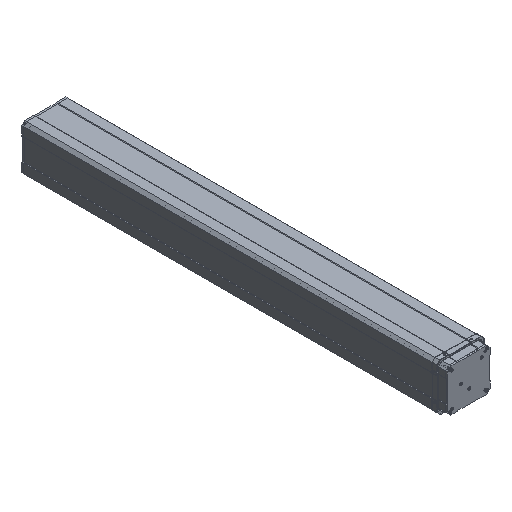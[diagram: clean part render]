
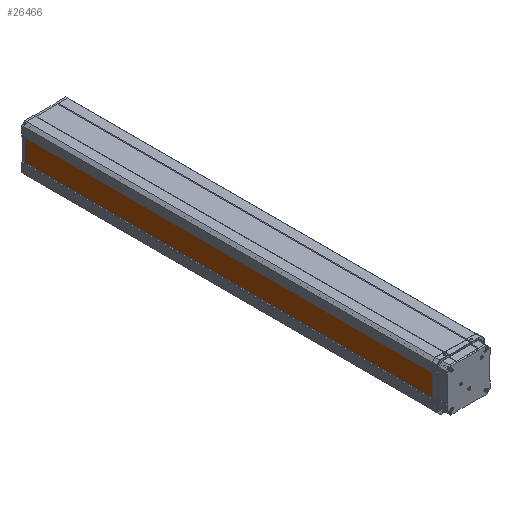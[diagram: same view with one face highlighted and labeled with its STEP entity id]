
A CAD part, isometric view. The second image highlights one B-rep face of the part: STEP entity #26466.
In plain terms, the highlighted planar face has unit normal (-1, 0, 0).
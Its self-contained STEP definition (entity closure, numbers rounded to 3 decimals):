
#2878 = CARTESIAN_POINT ( 'NONE',  ( -66., 1190., -31.5 ) ) ;
#4714 = VERTEX_POINT ( 'NONE', #2878 ) ;
#5125 = VECTOR ( 'NONE', #40471, 1000. ) ;
#7018 = EDGE_CURVE ( 'NONE', #4714, #17505, #13612, .T. ) ;
#7571 = VECTOR ( 'NONE', #31688, 1000. ) ;
#7646 = ORIENTED_EDGE ( 'NONE', *, *, #37468, .T. ) ;
#8446 = CARTESIAN_POINT ( 'NONE',  ( -66., 0., -31.5 ) ) ;
#11613 = FACE_OUTER_BOUND ( 'NONE', #35148, .T. ) ;
#13104 = LINE ( 'NONE', #15114, #29644 ) ;
#13612 = LINE ( 'NONE', #36689, #32760 ) ;
#13725 = VERTEX_POINT ( 'NONE', #32599 ) ;
#14954 = CARTESIAN_POINT ( 'NONE',  ( -66., 1389.505, -31.5 ) ) ;
#15114 = CARTESIAN_POINT ( 'NONE',  ( -66., 1389.505, -31.5 ) ) ;
#17365 = CARTESIAN_POINT ( 'NONE',  ( -66., 1389.505, 31.5 ) ) ;
#17505 = VERTEX_POINT ( 'NONE', #38499 ) ;
#18941 = DIRECTION ( 'NONE',  ( 0., 0., 1. ) ) ;
#20253 = DIRECTION ( 'NONE',  ( 0., 0., -1. ) ) ;
#21450 = EDGE_CURVE ( 'NONE', #17505, #29590, #35171, .T. ) ;
#21655 = ORIENTED_EDGE ( 'NONE', *, *, #21450, .F. ) ;
#26466 = ADVANCED_FACE ( 'NONE', ( #11613 ), #32777, .F. ) ;
#26492 = LINE ( 'NONE', #8446, #7571 ) ;
#27638 = ORIENTED_EDGE ( 'NONE', *, *, #7018, .F. ) ;
#28973 = ORIENTED_EDGE ( 'NONE', *, *, #36031, .T. ) ;
#29590 = VERTEX_POINT ( 'NONE', #40895 ) ;
#29644 = VECTOR ( 'NONE', #32937, 1000. ) ;
#31688 = DIRECTION ( 'NONE',  ( 0., 0., 1. ) ) ;
#32187 = AXIS2_PLACEMENT_3D ( 'NONE', #14954, #38007, #20253 ) ;
#32599 = CARTESIAN_POINT ( 'NONE',  ( -66., 0., -31.5 ) ) ;
#32760 = VECTOR ( 'NONE', #18941, 1000. ) ;
#32777 = PLANE ( 'NONE',  #32187 ) ;
#32937 = DIRECTION ( 'NONE',  ( 0., -1., 0. ) ) ;
#35148 = EDGE_LOOP ( 'NONE', ( #27638, #7646, #28973, #21655 ) ) ;
#35171 = LINE ( 'NONE', #17365, #5125 ) ;
#36031 = EDGE_CURVE ( 'NONE', #13725, #29590, #26492, .T. ) ;
#36689 = CARTESIAN_POINT ( 'NONE',  ( -66., 1190., -31.5 ) ) ;
#37468 = EDGE_CURVE ( 'NONE', #4714, #13725, #13104, .T. ) ;
#38007 = DIRECTION ( 'NONE',  ( 1., 0., 0. ) ) ;
#38499 = CARTESIAN_POINT ( 'NONE',  ( -66., 1190., 31.5 ) ) ;
#40471 = DIRECTION ( 'NONE',  ( 0., -1., 0. ) ) ;
#40895 = CARTESIAN_POINT ( 'NONE',  ( -66., 0., 31.5 ) ) ;
